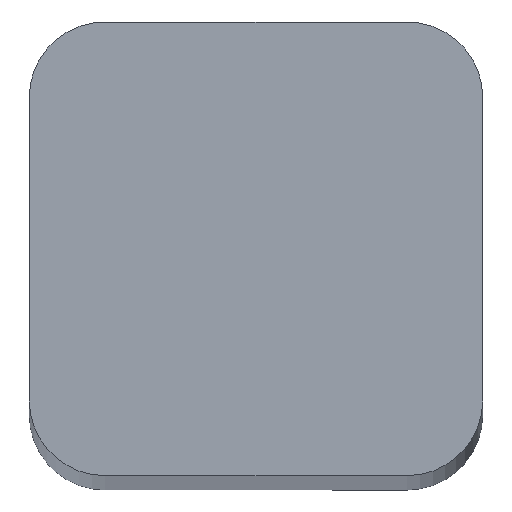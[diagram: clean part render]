
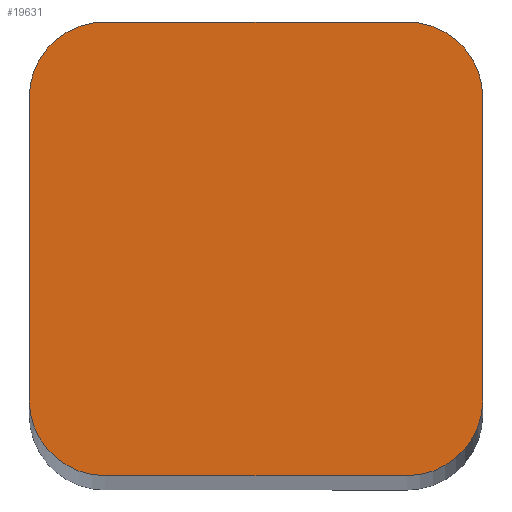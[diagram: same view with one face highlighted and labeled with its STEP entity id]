
A CAD part, top view. The second image highlights one B-rep face of the part: STEP entity #19631.
In plain terms, the highlighted planar face has unit normal (0, 0, 1).
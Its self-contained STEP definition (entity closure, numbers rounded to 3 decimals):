
#5 = DIRECTION ( 'NONE',  ( 1., 0., 0. ) ) ;
#1162 = CARTESIAN_POINT ( 'NONE',  ( -4., -6., 218.5 ) ) ;
#1423 = PLANE ( 'NONE',  #5421 ) ;
#2442 = AXIS2_PLACEMENT_3D ( 'NONE', #14796, #6955, #13247 ) ;
#2499 = VERTEX_POINT ( 'NONE', #20000 ) ;
#2804 = CARTESIAN_POINT ( 'NONE',  ( -4., -6., 218.5 ) ) ;
#2934 = VERTEX_POINT ( 'NONE', #16023 ) ;
#3007 = CARTESIAN_POINT ( 'NONE',  ( -4., 6., 218.5 ) ) ;
#3219 = VERTEX_POINT ( 'NONE', #2804 ) ;
#3808 = AXIS2_PLACEMENT_3D ( 'NONE', #17040, #20234, #4434 ) ;
#4007 = ORIENTED_EDGE ( 'NONE', *, *, #16877, .T. ) ;
#4211 = ORIENTED_EDGE ( 'NONE', *, *, #10213, .T. ) ;
#4221 = CARTESIAN_POINT ( 'NONE',  ( -6., 4., 218.5 ) ) ;
#4230 = LINE ( 'NONE', #7652, #14638 ) ;
#4434 = DIRECTION ( 'NONE',  ( -1., 0., 0. ) ) ;
#4506 = VERTEX_POINT ( 'NONE', #3007 ) ;
#4808 = VECTOR ( 'NONE', #7780, 1000. ) ;
#5056 = ORIENTED_EDGE ( 'NONE', *, *, #14418, .T. ) ;
#5421 = AXIS2_PLACEMENT_3D ( 'NONE', #14212, #10939, #6381 ) ;
#6381 = DIRECTION ( 'NONE',  ( 1., 0., 0. ) ) ;
#6571 = EDGE_LOOP ( 'NONE', ( #4211, #4007, #12481, #12887, #5056, #11372, #11516, #12827 ) ) ;
#6623 = EDGE_CURVE ( 'NONE', #3219, #13150, #13942, .T. ) ;
#6746 = VECTOR ( 'NONE', #18290, 1000. ) ;
#6955 = DIRECTION ( 'NONE',  ( 0., 0., 1. ) ) ;
#7652 = CARTESIAN_POINT ( 'NONE',  ( 6., 4., 218.5 ) ) ;
#7780 = DIRECTION ( 'NONE',  ( -1., 0., 0. ) ) ;
#8398 = EDGE_CURVE ( 'NONE', #20339, #3219, #10702, .T. ) ;
#8880 = LINE ( 'NONE', #4221, #6746 ) ;
#9329 = CARTESIAN_POINT ( 'NONE',  ( 4., -4., 218.5 ) ) ;
#10213 = EDGE_CURVE ( 'NONE', #4506, #15551, #12508, .T. ) ;
#10702 = CIRCLE ( 'NONE', #2442, 2. ) ;
#10939 = DIRECTION ( 'NONE',  ( 0., 0., 1. ) ) ;
#11372 = ORIENTED_EDGE ( 'NONE', *, *, #15593, .T. ) ;
#11516 = ORIENTED_EDGE ( 'NONE', *, *, #17612, .T. ) ;
#11589 = CARTESIAN_POINT ( 'NONE',  ( 4., 6., 218.5 ) ) ;
#12119 = DIRECTION ( 'NONE',  ( 1., 0., 0. ) ) ;
#12310 = LINE ( 'NONE', #17068, #4808 ) ;
#12481 = ORIENTED_EDGE ( 'NONE', *, *, #8398, .T. ) ;
#12508 = CIRCLE ( 'NONE', #15141, 2. ) ;
#12521 = DIRECTION ( 'NONE',  ( 0., 0., 1. ) ) ;
#12827 = ORIENTED_EDGE ( 'NONE', *, *, #17866, .T. ) ;
#12887 = ORIENTED_EDGE ( 'NONE', *, *, #6623, .T. ) ;
#13150 = VERTEX_POINT ( 'NONE', #18944 ) ;
#13247 = DIRECTION ( 'NONE',  ( 1., 0., 0. ) ) ;
#13647 = DIRECTION ( 'NONE',  ( 0., 0., 1. ) ) ;
#13906 = FACE_OUTER_BOUND ( 'NONE', #6571, .T. ) ;
#13932 = CARTESIAN_POINT ( 'NONE',  ( -6., 4., 218.5 ) ) ;
#13942 = LINE ( 'NONE', #1162, #15698 ) ;
#14212 = CARTESIAN_POINT ( 'NONE',  ( -4., 4., 218.5 ) ) ;
#14418 = EDGE_CURVE ( 'NONE', #13150, #2499, #18565, .T. ) ;
#14638 = VECTOR ( 'NONE', #16843, 1000. ) ;
#14796 = CARTESIAN_POINT ( 'NONE',  ( -4., -4., 218.5 ) ) ;
#15007 = CIRCLE ( 'NONE', #3808, 2. ) ;
#15141 = AXIS2_PLACEMENT_3D ( 'NONE', #15512, #13647, #12119 ) ;
#15435 = VERTEX_POINT ( 'NONE', #11589 ) ;
#15512 = CARTESIAN_POINT ( 'NONE',  ( -4., 4., 218.5 ) ) ;
#15551 = VERTEX_POINT ( 'NONE', #13932 ) ;
#15586 = AXIS2_PLACEMENT_3D ( 'NONE', #9329, #12521, #20381 ) ;
#15593 = EDGE_CURVE ( 'NONE', #2499, #2934, #4230, .T. ) ;
#15698 = VECTOR ( 'NONE', #5, 1000. ) ;
#16023 = CARTESIAN_POINT ( 'NONE',  ( 6., 4., 218.5 ) ) ;
#16843 = DIRECTION ( 'NONE',  ( 0., 1., 0. ) ) ;
#16877 = EDGE_CURVE ( 'NONE', #15551, #20339, #8880, .T. ) ;
#17040 = CARTESIAN_POINT ( 'NONE',  ( 4., 4., 218.5 ) ) ;
#17068 = CARTESIAN_POINT ( 'NONE',  ( -4., 6., 218.5 ) ) ;
#17612 = EDGE_CURVE ( 'NONE', #2934, #15435, #15007, .T. ) ;
#17866 = EDGE_CURVE ( 'NONE', #15435, #4506, #12310, .T. ) ;
#18214 = CARTESIAN_POINT ( 'NONE',  ( -6., -4., 218.5 ) ) ;
#18290 = DIRECTION ( 'NONE',  ( 0., -1., 0. ) ) ;
#18565 = CIRCLE ( 'NONE', #15586, 2. ) ;
#18944 = CARTESIAN_POINT ( 'NONE',  ( 4., -6., 218.5 ) ) ;
#19631 = ADVANCED_FACE ( 'NONE', ( #13906 ), #1423, .T. ) ;
#20000 = CARTESIAN_POINT ( 'NONE',  ( 6., -4., 218.5 ) ) ;
#20234 = DIRECTION ( 'NONE',  ( 0., 0., 1. ) ) ;
#20339 = VERTEX_POINT ( 'NONE', #18214 ) ;
#20381 = DIRECTION ( 'NONE',  ( 1., 0., 0. ) ) ;
